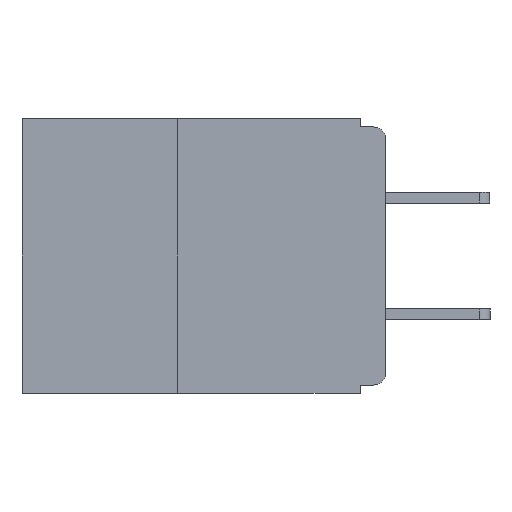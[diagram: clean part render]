
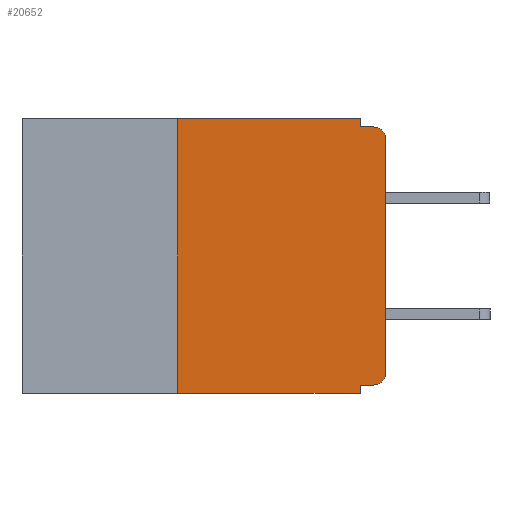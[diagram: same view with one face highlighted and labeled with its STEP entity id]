
A CAD part, left-side view. The second image highlights one B-rep face of the part: STEP entity #20652.
In plain terms, the highlighted planar face has unit normal (-1, 0, 0).
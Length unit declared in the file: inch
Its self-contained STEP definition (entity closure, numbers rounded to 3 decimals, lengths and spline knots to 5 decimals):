
#150 = VERTEX_POINT ( 'NONE', #21265 ) ;
#426 = CIRCLE ( 'NONE', #17637, 0.015 ) ;
#579 = CARTESIAN_POINT ( 'NONE',  ( 0., 0.015, -0.025 ) ) ;
#597 = LINE ( 'NONE', #13821, #9093 ) ;
#753 = EDGE_LOOP ( 'NONE', ( #14379, #12713, #16388, #15496, #1245, #7426, #6735, #13099, #1244, #20166 ) ) ;
#1187 = CARTESIAN_POINT ( 'NONE',  ( 0., 0.437, 0. ) ) ;
#1244 = ORIENTED_EDGE ( 'NONE', *, *, #14623, .F. ) ;
#1245 = ORIENTED_EDGE ( 'NONE', *, *, #3831, .F. ) ;
#1339 = CARTESIAN_POINT ( 'NONE',  ( 0., 0.031, 0. ) ) ;
#1383 = EDGE_CURVE ( 'NONE', #4879, #6419, #18222, .T. ) ;
#1465 = LINE ( 'NONE', #1765, #9976 ) ;
#1688 = VERTEX_POINT ( 'NONE', #5224 ) ;
#1765 = CARTESIAN_POINT ( 'NONE',  ( 0., 0.031, -0.33 ) ) ;
#1823 = VECTOR ( 'NONE', #11315, 39.37008 ) ;
#1838 = CARTESIAN_POINT ( 'NONE',  ( 0., 0., -0.025 ) ) ;
#2274 = VERTEX_POINT ( 'NONE', #17302 ) ;
#2318 = DIRECTION ( 'NONE',  ( 0., 0., -1. ) ) ;
#2323 = CARTESIAN_POINT ( 'NONE',  ( 0., 0.015, -0.305 ) ) ;
#2905 = DIRECTION ( 'NONE',  ( 0., 0., -1. ) ) ;
#2970 = VERTEX_POINT ( 'NONE', #8264 ) ;
#3487 = DIRECTION ( 'NONE',  ( 0., 0., -1. ) ) ;
#3831 = EDGE_CURVE ( 'NONE', #5465, #8667, #10339, .T. ) ;
#4017 = DIRECTION ( 'NONE',  ( 0., 1., 0. ) ) ;
#4042 = DIRECTION ( 'NONE',  ( 0., 0., -1. ) ) ;
#4230 = LINE ( 'NONE', #19123, #16575 ) ;
#4728 = AXIS2_PLACEMENT_3D ( 'NONE', #579, #20489, #2318 ) ;
#4870 = CARTESIAN_POINT ( 'NONE',  ( 0., 0., 0. ) ) ;
#4879 = VERTEX_POINT ( 'NONE', #1838 ) ;
#4963 = CARTESIAN_POINT ( 'NONE',  ( 0., 0.437, -0.33 ) ) ;
#5224 = CARTESIAN_POINT ( 'NONE',  ( 0., 0.031, -0.32 ) ) ;
#5462 = DIRECTION ( 'NONE',  ( 0., -1., 0. ) ) ;
#5465 = VERTEX_POINT ( 'NONE', #21143 ) ;
#6297 = CARTESIAN_POINT ( 'NONE',  ( 0., 0.031, 0. ) ) ;
#6419 = VERTEX_POINT ( 'NONE', #7299 ) ;
#6735 = ORIENTED_EDGE ( 'NONE', *, *, #19628, .T. ) ;
#6797 = DIRECTION ( 'NONE',  ( 0., 0., 1. ) ) ;
#7299 = CARTESIAN_POINT ( 'NONE',  ( 0., 0.015, -0.01 ) ) ;
#7426 = ORIENTED_EDGE ( 'NONE', *, *, #19056, .F. ) ;
#7783 = VECTOR ( 'NONE', #15009, 39.37008 ) ;
#8264 = CARTESIAN_POINT ( 'NONE',  ( 0., 0.015, -0.32 ) ) ;
#8667 = VERTEX_POINT ( 'NONE', #1339 ) ;
#9093 = VECTOR ( 'NONE', #5462, 39.37008 ) ;
#9346 = FACE_OUTER_BOUND ( 'NONE', #753, .T. ) ;
#9658 = PLANE ( 'NONE',  #9958 ) ;
#9958 = AXIS2_PLACEMENT_3D ( 'NONE', #1187, #12976, #2905 ) ;
#9976 = VECTOR ( 'NONE', #3487, 39.37008 ) ;
#10339 = LINE ( 'NONE', #15174, #19184 ) ;
#11008 = VECTOR ( 'NONE', #6797, 39.37008 ) ;
#11315 = DIRECTION ( 'NONE',  ( 0., 0., -1. ) ) ;
#11488 = EDGE_CURVE ( 'NONE', #8667, #16087, #19701, .T. ) ;
#12713 = ORIENTED_EDGE ( 'NONE', *, *, #1383, .T. ) ;
#12976 = DIRECTION ( 'NONE',  ( 1., 0., 0. ) ) ;
#13099 = ORIENTED_EDGE ( 'NONE', *, *, #19083, .F. ) ;
#13821 = CARTESIAN_POINT ( 'NONE',  ( 0., 0., -0.01 ) ) ;
#14121 = DIRECTION ( 'NONE',  ( -1., 0., 0. ) ) ;
#14379 = ORIENTED_EDGE ( 'NONE', *, *, #20135, .T. ) ;
#14623 = EDGE_CURVE ( 'NONE', #2970, #1688, #4230, .T. ) ;
#14857 = VECTOR ( 'NONE', #14920, 39.37008 ) ;
#14915 = LINE ( 'NONE', #16859, #11008 ) ;
#14920 = DIRECTION ( 'NONE',  ( 0., 0., 1. ) ) ;
#15009 = DIRECTION ( 'NONE',  ( 0., -1., 0. ) ) ;
#15141 = DIRECTION ( 'NONE',  ( 0., -1., 0. ) ) ;
#15174 = CARTESIAN_POINT ( 'NONE',  ( 0., 0.437, 0. ) ) ;
#15496 = ORIENTED_EDGE ( 'NONE', *, *, #11488, .F. ) ;
#16087 = VERTEX_POINT ( 'NONE', #17505 ) ;
#16388 = ORIENTED_EDGE ( 'NONE', *, *, #21098, .F. ) ;
#16575 = VECTOR ( 'NONE', #4017, 39.37008 ) ;
#16859 = CARTESIAN_POINT ( 'NONE',  ( 0., 0.25, -0.33 ) ) ;
#17232 = EDGE_CURVE ( 'NONE', #2970, #17354, #426, .T. ) ;
#17302 = CARTESIAN_POINT ( 'NONE',  ( 0., 0.031, -0.33 ) ) ;
#17354 = VERTEX_POINT ( 'NONE', #17832 ) ;
#17505 = CARTESIAN_POINT ( 'NONE',  ( 0., 0.031, -0.01 ) ) ;
#17637 = AXIS2_PLACEMENT_3D ( 'NONE', #2323, #14121, #4042 ) ;
#17832 = CARTESIAN_POINT ( 'NONE',  ( 0., 0., -0.305 ) ) ;
#18222 = CIRCLE ( 'NONE', #4728, 0.015 ) ;
#19056 = EDGE_CURVE ( 'NONE', #150, #5465, #14915, .T. ) ;
#19083 = EDGE_CURVE ( 'NONE', #1688, #2274, #1465, .T. ) ;
#19123 = CARTESIAN_POINT ( 'NONE',  ( 0., 0., -0.32 ) ) ;
#19184 = VECTOR ( 'NONE', #15141, 39.37008 ) ;
#19288 = LINE ( 'NONE', #4870, #14857 ) ;
#19628 = EDGE_CURVE ( 'NONE', #150, #2274, #21125, .T. ) ;
#19701 = LINE ( 'NONE', #6297, #1823 ) ;
#20135 = EDGE_CURVE ( 'NONE', #17354, #4879, #19288, .T. ) ;
#20166 = ORIENTED_EDGE ( 'NONE', *, *, #17232, .T. ) ;
#20489 = DIRECTION ( 'NONE',  ( -1., 0., 0. ) ) ;
#20652 = ADVANCED_FACE ( 'NONE', ( #9346 ), #9658, .F. ) ;
#21098 = EDGE_CURVE ( 'NONE', #16087, #6419, #597, .T. ) ;
#21125 = LINE ( 'NONE', #4963, #7783 ) ;
#21143 = CARTESIAN_POINT ( 'NONE',  ( 0., 0.25, 0. ) ) ;
#21265 = CARTESIAN_POINT ( 'NONE',  ( 0., 0.25, -0.33 ) ) ;
